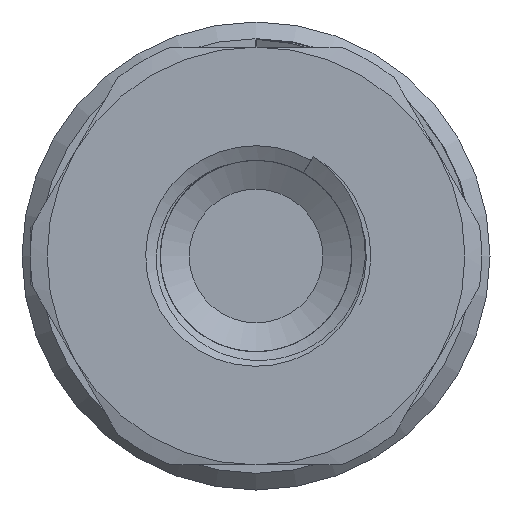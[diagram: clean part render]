
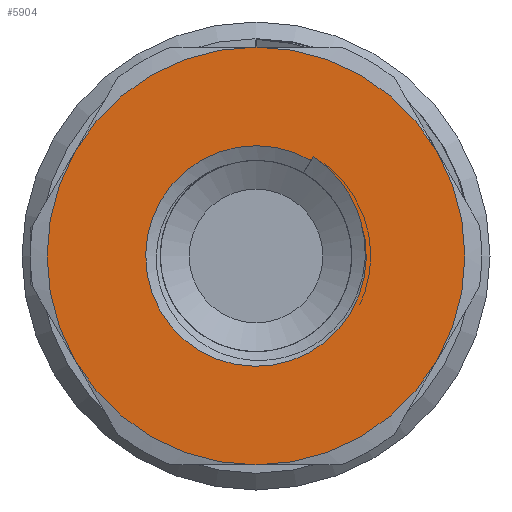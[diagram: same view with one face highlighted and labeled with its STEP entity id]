
A CAD part, left-side view. The second image highlights one B-rep face of the part: STEP entity #5904.
In plain terms, the highlighted planar face has unit normal (-1, 0, 0).
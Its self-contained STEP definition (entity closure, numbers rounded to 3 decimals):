
#193=FACE_BOUND('',#1041,.T.);
#351=PLANE('',#6599);
#412=ELLIPSE('',#6600,6.732,6.722);
#673=FACE_OUTER_BOUND('',#1040,.T.);
#1040=EDGE_LOOP('',(#5029,#5030,#5031,#5032,#5033,#5034));
#1041=EDGE_LOOP('',(#5035,#5036,#5037));
#1428=CIRCLE('',#6556,12.5);
#1447=CIRCLE('',#6588,12.5);
#1448=CIRCLE('',#6590,12.5);
#1449=CIRCLE('',#6592,12.5);
#1450=CIRCLE('',#6594,12.5);
#1451=CIRCLE('',#6596,12.5);
#1452=CIRCLE('',#6598,6.6);
#1871=LINE('',#20498,#2152);
#2152=VECTOR('',#8075,1000.);
#2690=VERTEX_POINT('',#20298);
#2691=VERTEX_POINT('',#20299);
#2722=VERTEX_POINT('',#20416);
#2723=VERTEX_POINT('',#20420);
#2724=VERTEX_POINT('',#20429);
#2725=VERTEX_POINT('',#20446);
#2726=VERTEX_POINT('',#20460);
#2727=VERTEX_POINT('',#20464);
#2728=VERTEX_POINT('',#20497);
#3488=EDGE_CURVE('',#2690,#2691,#1428,.T.);
#3535=EDGE_CURVE('',#2722,#2723,#1447,.T.);
#3537=EDGE_CURVE('',#2724,#2722,#1448,.T.);
#3540=EDGE_CURVE('',#2691,#2724,#1449,.T.);
#3543=EDGE_CURVE('',#2725,#2690,#1450,.T.);
#3546=EDGE_CURVE('',#2723,#2725,#1451,.T.);
#3549=EDGE_CURVE('',#2726,#2727,#1452,.T.);
#3551=EDGE_CURVE('',#2728,#2726,#1871,.T.);
#3552=EDGE_CURVE('',#2728,#2727,#412,.T.);
#5029=ORIENTED_EDGE('',*,*,#3546,.T.);
#5030=ORIENTED_EDGE('',*,*,#3543,.T.);
#5031=ORIENTED_EDGE('',*,*,#3488,.T.);
#5032=ORIENTED_EDGE('',*,*,#3540,.T.);
#5033=ORIENTED_EDGE('',*,*,#3537,.T.);
#5034=ORIENTED_EDGE('',*,*,#3535,.T.);
#5035=ORIENTED_EDGE('',*,*,#3551,.F.);
#5036=ORIENTED_EDGE('',*,*,#3552,.T.);
#5037=ORIENTED_EDGE('',*,*,#3549,.F.);
#5904=ADVANCED_FACE('',(#673,#193),#351,.F.);
#6556=AXIS2_PLACEMENT_3D('',#20300,#7975,#7976);
#6588=AXIS2_PLACEMENT_3D('',#20424,#8051,#8052);
#6590=AXIS2_PLACEMENT_3D('',#20430,#8055,#8056);
#6592=AXIS2_PLACEMENT_3D('',#20438,#8059,#8060);
#6594=AXIS2_PLACEMENT_3D('',#20447,#8063,#8064);
#6596=AXIS2_PLACEMENT_3D('',#20455,#8067,#8068);
#6598=AXIS2_PLACEMENT_3D('',#20465,#8071,#8072);
#6599=AXIS2_PLACEMENT_3D('',#20496,#8073,#8074);
#6600=AXIS2_PLACEMENT_3D('',#20499,#8076,#8077);
#7975=DIRECTION('center_axis',(-1.,0.,0.));
#7976=DIRECTION('ref_axis',(0.,-0.5,0.866));
#8051=DIRECTION('center_axis',(-1.,0.,0.));
#8052=DIRECTION('ref_axis',(0.,-0.5,0.866));
#8055=DIRECTION('center_axis',(-1.,0.,0.));
#8056=DIRECTION('ref_axis',(0.,-0.5,0.866));
#8059=DIRECTION('center_axis',(-1.,0.,0.));
#8060=DIRECTION('ref_axis',(0.,-0.5,0.866));
#8063=DIRECTION('center_axis',(-1.,0.,0.));
#8064=DIRECTION('ref_axis',(0.,-0.5,0.866));
#8067=DIRECTION('center_axis',(-1.,0.,0.));
#8068=DIRECTION('ref_axis',(0.,-0.5,0.866));
#8071=DIRECTION('center_axis',(-1.,0.,0.));
#8072=DIRECTION('ref_axis',(0.,-0.5,0.866));
#8073=DIRECTION('center_axis',(1.,0.,0.));
#8074=DIRECTION('ref_axis',(0.,0.5,-0.866));
#8075=DIRECTION('',(0.,0.5,-0.866));
#8076=DIRECTION('center_axis',(1.,0.,0.));
#8077=DIRECTION('ref_axis',(0.,-0.867,0.498));
#20298=CARTESIAN_POINT('',(-29.4,10.825,-6.25));
#20299=CARTESIAN_POINT('',(-29.4,0.,-12.5));
#20300=CARTESIAN_POINT('Origin',(-29.4,0.,0.));
#20416=CARTESIAN_POINT('',(-29.4,-10.825,6.25));
#20420=CARTESIAN_POINT('',(-29.4,0.,12.5));
#20424=CARTESIAN_POINT('Origin',(-29.4,0.,0.));
#20429=CARTESIAN_POINT('',(-29.4,-10.825,-6.25));
#20430=CARTESIAN_POINT('Origin',(-29.4,0.,0.));
#20438=CARTESIAN_POINT('Origin',(-29.4,0.,0.));
#20446=CARTESIAN_POINT('',(-29.4,10.825,6.25));
#20447=CARTESIAN_POINT('Origin',(-29.4,0.,0.));
#20455=CARTESIAN_POINT('Origin',(-29.4,0.,0.));
#20460=CARTESIAN_POINT('',(-29.4,-3.3,5.716));
#20464=CARTESIAN_POINT('',(-29.4,-6.256,2.102));
#20465=CARTESIAN_POINT('Origin',(-29.4,0.,0.));
#20496=CARTESIAN_POINT('Origin',(-29.4,5.716,3.3));
#20497=CARTESIAN_POINT('',(-29.4,-3.434,5.948));
#20498=CARTESIAN_POINT('',(-29.4,0.,0.));
#20499=CARTESIAN_POINT('Origin',(-29.4,0.23,0.303));
